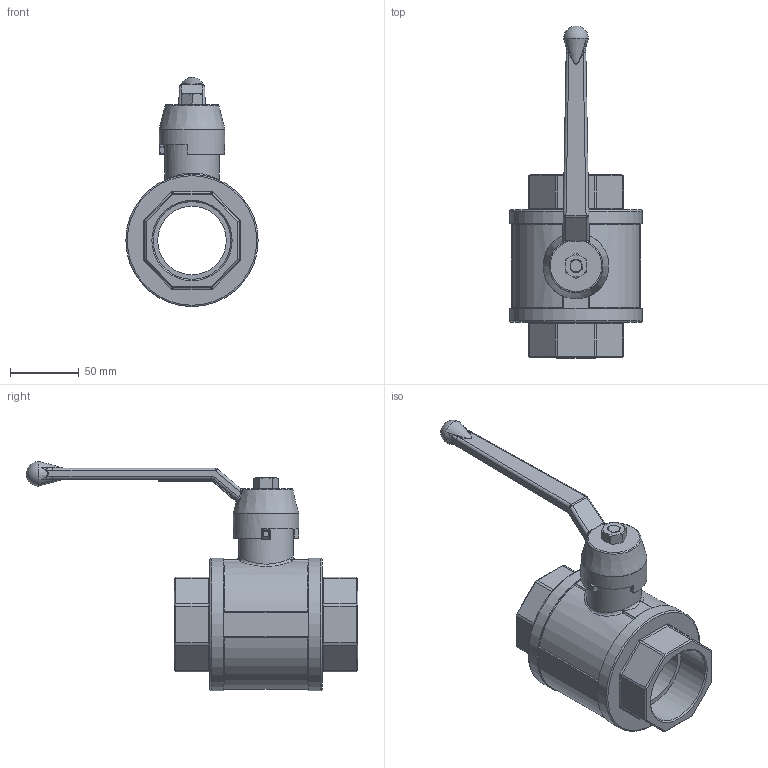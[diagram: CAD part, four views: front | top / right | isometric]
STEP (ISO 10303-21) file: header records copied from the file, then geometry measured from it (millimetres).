
FILE_DESCRIPTION(/* description */ ('Unknown'),/* implementation_level */ '2;1');
FILE_NAME(/* name */ '828-09',/* time_stamp */ '2022-08-09T09:40:54+02:00',/* author */ ('Unknown'),/* organization */ ('Unknown'),/* preprocessor_version */ 'ST-DEVELOPER v16.7',/* originating_system */ 'Solid Edge',/* authorisation */ 'Unknown');
FILE_SCHEMA (('AUTOMOTIVE_DESIGN {1 0 10303 214 3 1 1}'));
Length unit declared in the file: millimetre
Products named in the file (4): 2.108.050; Hebel f黵 2; M10_MU.1_0
Assembly tree (3 placements, depth 2):
  2.108.050
    Hebel f黵 2
    2.108.050
    M10_MU.1_0
Bounding box: 96.5 x 242 x 167.25 mm (x, y, z)
Volume: 593864.8 mm3; surface area: 91042.3 mm2
Topology: 3 solids, 3 shells, 325 faces, 839 edges, 499 vertices
Faces by surface type: plane 120, cylinder 87, bspline 68, cone 19, torus 18, sphere 13
Full cylindrical faces by diameter (mm): 10 x1, 40 x1, 42 x1, 48 x1, 50 x1, 56.656 x2, 96.5 x2
Entity records: 13767 total; most frequent: CARTESIAN_POINT 5320, ORIENTED_EDGE 1548, DIRECTION 1271, EDGE_CURVE 774, VERTEX_POINT 482, AXIS2_PLACEMENT_3D 472, EDGE_LOOP 356, FACE_BOUND 356
